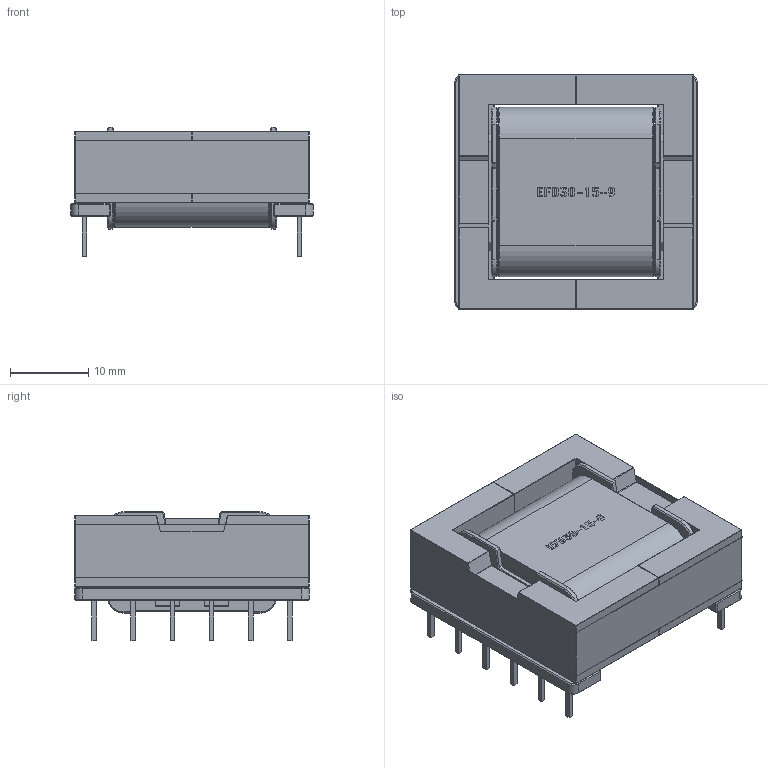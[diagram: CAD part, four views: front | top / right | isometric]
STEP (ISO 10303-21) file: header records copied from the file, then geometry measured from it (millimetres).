
FILE_DESCRIPTION(/* description */ ('model of EFD30-15-9_12pin_pitch5mm'),/* implementation_level */ '2;1');
FILE_NAME(/* name */ 'EFD30-15-9_12pin_pitch5mm.stp',/* time_stamp */ '2016-01-08T00:25:11',/* author */ ('Joan The Spark',''),/* organization */ (''),/* preprocessor_version */ '',/* originating_system */ '',/* authorisation */ '');
FILE_SCHEMA (('AUTOMOTIVE_DESIGN { 1 0 10303 214 3 1 1 }'));
Length unit declared in the file: millimetre
Products named in the file (1): EFD-x-x-x_series
Bounding box: 31 x 30.1 x 16.5 mm (x, y, z)
Volume: 9346.2 mm3; surface area: 5967.5 mm2
Topology: 2 solids, 2 shells, 661 faces, 1592 edges, 972 vertices
Faces by surface type: plane 585, cylinder 52, cone 24
Entity records: 19257 total; most frequent: CARTESIAN_POINT 3234, ORIENTED_EDGE 3184, DIRECTION 3048, EDGE_CURVE 1592, LINE 1452, VECTOR 1452, VERTEX_POINT 972, AXIS2_PLACEMENT_3D 798
